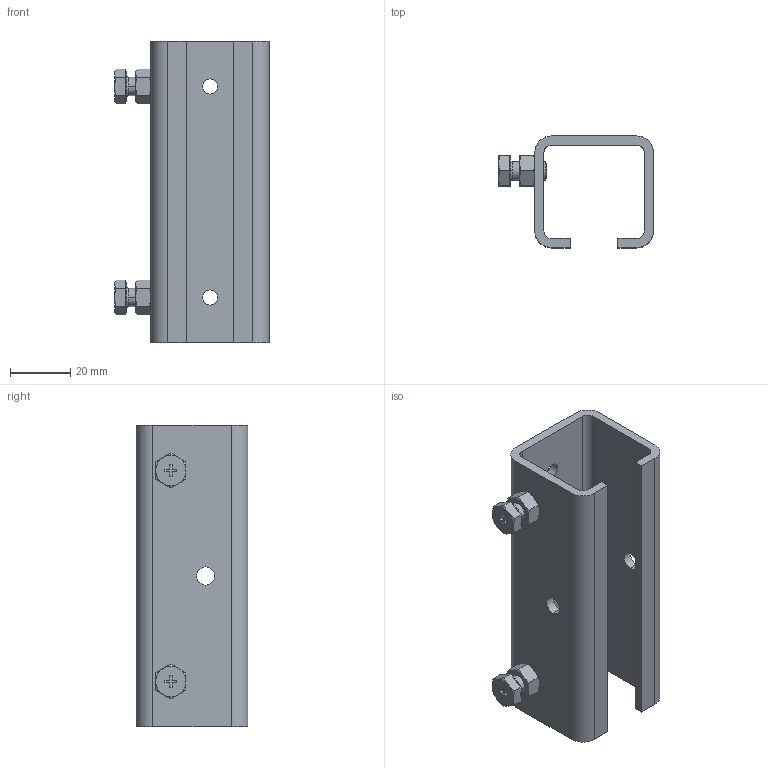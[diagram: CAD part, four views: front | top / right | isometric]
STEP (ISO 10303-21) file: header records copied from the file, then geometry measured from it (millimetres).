
FILE_DESCRIPTION (( 'STEP AP214' ), '1' );
FILE_NAME ('0020503.step', '2022-08-19T11:34:27', ( '' ), ( '' ), 'SwSTEP 2.0', 'SolidWorks 2020', '' );
FILE_SCHEMA (( 'AUTOMOTIVE_DESIGN' ));
Length unit declared in the file: inch
Products named in the file (1): 0020503
Bounding box: 51.3 x 37 x 100 mm (x, y, z)
Surface area: 26376 mm2 (no closed solid volume)
Topology: 0 solids, 5 shells, 125 faces, 332 edges, 219 vertices
Faces by surface type: plane 72, cone 25, cylinder 24, torus 4
Entity records: 4672 total; most frequent: CARTESIAN_POINT 1591, ORIENTED_EDGE 616, DIRECTION 611, EDGE_CURVE 332, VERTEX_POINT 219, AXIS2_PLACEMENT_3D 215, VECTOR 181, LINE 181
